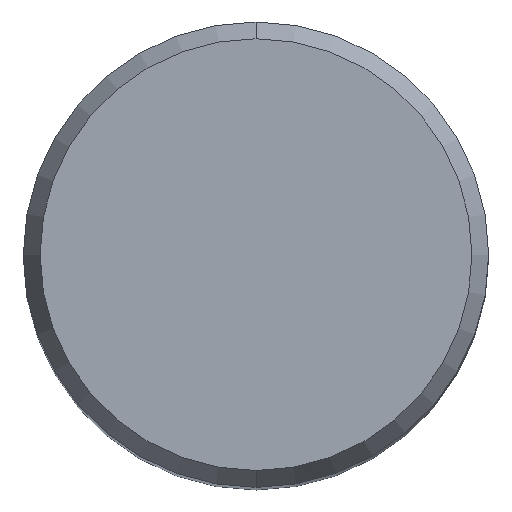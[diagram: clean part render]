
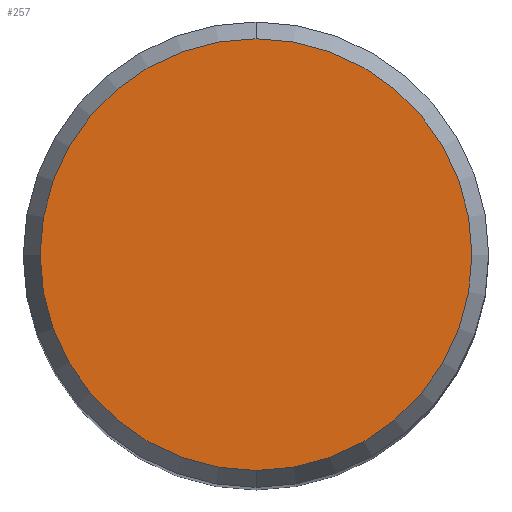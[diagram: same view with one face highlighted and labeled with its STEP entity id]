
A CAD part, top view. The second image highlights one B-rep face of the part: STEP entity #257.
In plain terms, the highlighted planar face has unit normal (0, 0, 1).
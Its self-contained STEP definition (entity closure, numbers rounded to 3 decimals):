
#215=VERTEX_POINT('',#510);
#257=ADVANCED_FACE('',(#555),#556,.T.);
#333=EDGE_CURVE('',#439,#215,#642,.T.);
#369=EDGE_CURVE('',#215,#439,#684,.T.);
#439=VERTEX_POINT('',#758);
#510=CARTESIAN_POINT('',(0.0,7.423,51.796));
#555=FACE_OUTER_BOUND('',#964,.T.);
#556=PLANE('',#965);
#642=CIRCLE('',#1144,7.423);
#684=CIRCLE('',#1228,7.423);
#758=CARTESIAN_POINT('',(0.,-7.423,51.796));
#964=EDGE_LOOP('',(#1494,#1495));
#965=AXIS2_PLACEMENT_3D('',#1496,#1497,#1498);
#1144=AXIS2_PLACEMENT_3D('',#1610,#1611,#1612);
#1228=AXIS2_PLACEMENT_3D('',#1681,#1682,#1683);
#1494=ORIENTED_EDGE('',*,*,#369,.F.);
#1495=ORIENTED_EDGE('',*,*,#333,.F.);
#1496=CARTESIAN_POINT('',(0.0,3.711,51.796));
#1497=DIRECTION('',(-0.0,0.0,1.0));
#1498=DIRECTION('',(0.0,-1.0,0.0));
#1610=CARTESIAN_POINT('',(0.0,0.0,51.796));
#1611=DIRECTION('',(0.0,0.0,-1.0));
#1612=DIRECTION('',(0.0,1.0,0.0));
#1681=CARTESIAN_POINT('',(0.0,0.0,51.796));
#1682=DIRECTION('',(0.0,0.0,-1.0));
#1683=DIRECTION('',(0.0,1.0,0.0));
